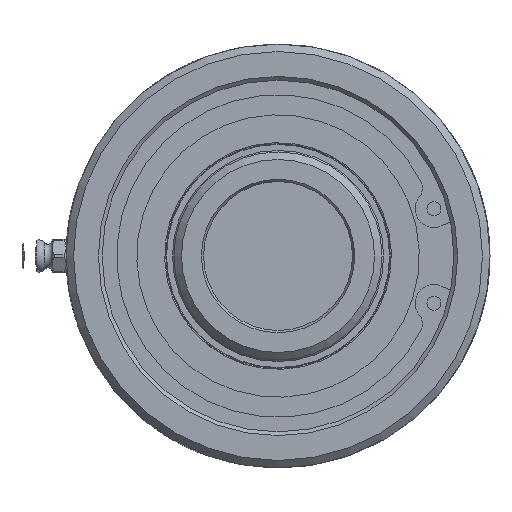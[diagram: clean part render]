
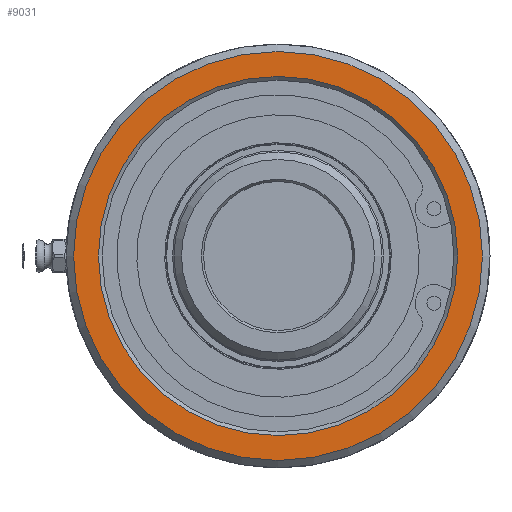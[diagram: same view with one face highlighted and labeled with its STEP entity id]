
A CAD part, left-side view. The second image highlights one B-rep face of the part: STEP entity #9031.
In plain terms, the highlighted planar face has unit normal (-1, 0, 0).
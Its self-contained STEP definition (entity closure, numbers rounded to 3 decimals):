
#463=PLANE('',#9661);
#532=FACE_BOUND('',#1943,.T.);
#1395=FACE_OUTER_BOUND('',#1942,.T.);
#1942=EDGE_LOOP('',(#7772));
#1943=EDGE_LOOP('',(#7773));
#2357=CIRCLE('',#9658,38.34);
#2359=CIRCLE('',#9662,43.65);
#4096=VERTEX_POINT('',#25814);
#4097=VERTEX_POINT('',#25821);
#5359=EDGE_CURVE('',#4096,#4096,#2357,.T.);
#5362=EDGE_CURVE('',#4097,#4097,#2359,.T.);
#7772=ORIENTED_EDGE('',*,*,#5362,.F.);
#7773=ORIENTED_EDGE('',*,*,#5359,.F.);
#9031=ADVANCED_FACE('',(#1395,#532),#463,.T.);
#9658=AXIS2_PLACEMENT_3D('',#25816,#11228,#11229);
#9661=AXIS2_PLACEMENT_3D('',#25820,#11235,#11236);
#9662=AXIS2_PLACEMENT_3D('',#25822,#11237,#11238);
#11228=DIRECTION('center_axis',(-1.,0.,0.));
#11229=DIRECTION('ref_axis',(0.,-1.,0.));
#11235=DIRECTION('center_axis',(-1.,0.,0.));
#11236=DIRECTION('ref_axis',(0.,0.,1.));
#11237=DIRECTION('center_axis',(1.,0.,0.));
#11238=DIRECTION('ref_axis',(0.,-1.,0.));
#25814=CARTESIAN_POINT('',(1.9,38.34,0.));
#25816=CARTESIAN_POINT('Origin',(1.9,0.,0.));
#25820=CARTESIAN_POINT('Origin',(1.9,22.625,0.));
#25821=CARTESIAN_POINT('',(1.9,43.65,0.));
#25822=CARTESIAN_POINT('Origin',(1.9,0.,0.));
